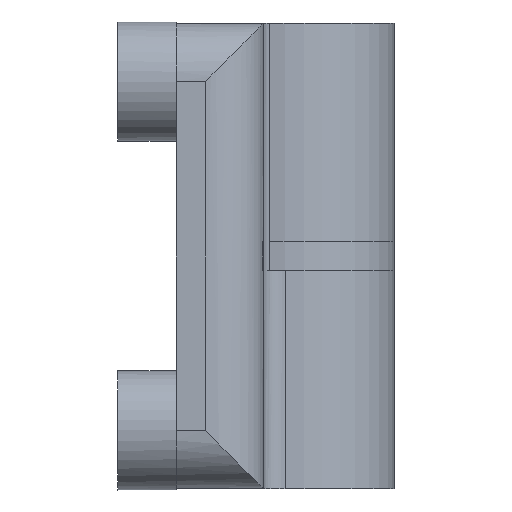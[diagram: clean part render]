
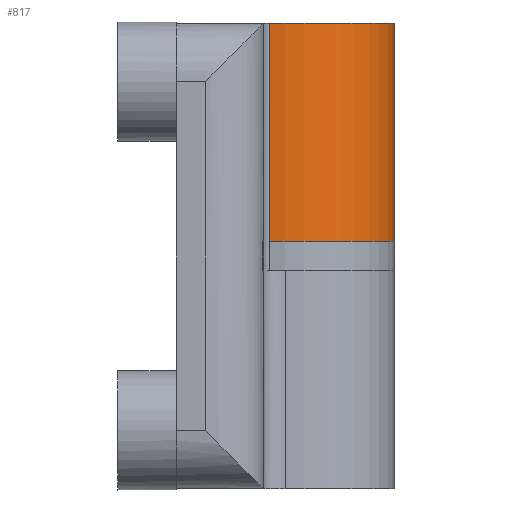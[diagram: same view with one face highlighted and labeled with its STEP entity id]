
A CAD part, left-side view. The second image highlights one B-rep face of the part: STEP entity #817.
In plain terms, the highlighted cylindrical face has radius 7.5 mm (diameter 15 mm), a partial arc.
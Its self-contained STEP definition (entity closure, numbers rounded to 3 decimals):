
#76=FACE_OUTER_BOUND('',#126,.T.);
#126=EDGE_LOOP('',(#528,#529,#530,#531));
#176=LINE('',#1363,#232);
#177=LINE('',#1366,#233);
#232=VECTOR('',#1099,15.);
#233=VECTOR('',#1102,15.);
#290=CIRCLE('',#976,7.5);
#291=CIRCLE('',#977,7.5);
#338=VERTEX_POINT('',#1359);
#339=VERTEX_POINT('',#1360);
#340=VERTEX_POINT('',#1362);
#341=VERTEX_POINT('',#1364);
#410=EDGE_CURVE('',#338,#339,#290,.T.);
#411=EDGE_CURVE('',#340,#339,#176,.T.);
#412=EDGE_CURVE('',#340,#341,#291,.T.);
#413=EDGE_CURVE('',#341,#338,#177,.T.);
#528=ORIENTED_EDGE('',*,*,#410,.T.);
#529=ORIENTED_EDGE('',*,*,#411,.F.);
#530=ORIENTED_EDGE('',*,*,#412,.T.);
#531=ORIENTED_EDGE('',*,*,#413,.T.);
#742=CYLINDRICAL_SURFACE('',#975,7.5);
#817=ADVANCED_FACE('',(#76),#742,.T.);
#975=AXIS2_PLACEMENT_3D('',#1358,#1095,#1096);
#976=AXIS2_PLACEMENT_3D('',#1361,#1097,#1098);
#977=AXIS2_PLACEMENT_3D('',#1365,#1100,#1101);
#1095=DIRECTION('center_axis',(0.,0.,1.));
#1096=DIRECTION('ref_axis',(-0.707,-0.707,0.));
#1097=DIRECTION('center_axis',(0.,0.,1.));
#1098=DIRECTION('ref_axis',(1.,0.,0.));
#1099=DIRECTION('',(0.,0.,-1.));
#1100=DIRECTION('center_axis',(0.,0.,-1.));
#1101=DIRECTION('ref_axis',(1.,0.,0.));
#1102=DIRECTION('',(0.,0.,-1.));
#1358=CARTESIAN_POINT('Origin',(20.,-7.5,16.));
#1359=CARTESIAN_POINT('',(20.,0.,1.));
#1360=CARTESIAN_POINT('',(27.5,-7.5,1.));
#1361=CARTESIAN_POINT('Origin',(20.,-7.5,1.));
#1362=CARTESIAN_POINT('',(27.5,-7.5,16.));
#1363=CARTESIAN_POINT('',(27.5,-7.5,16.));
#1364=CARTESIAN_POINT('',(20.,0.,16.));
#1365=CARTESIAN_POINT('Origin',(20.,-7.5,16.));
#1366=CARTESIAN_POINT('',(20.,0.,16.));
